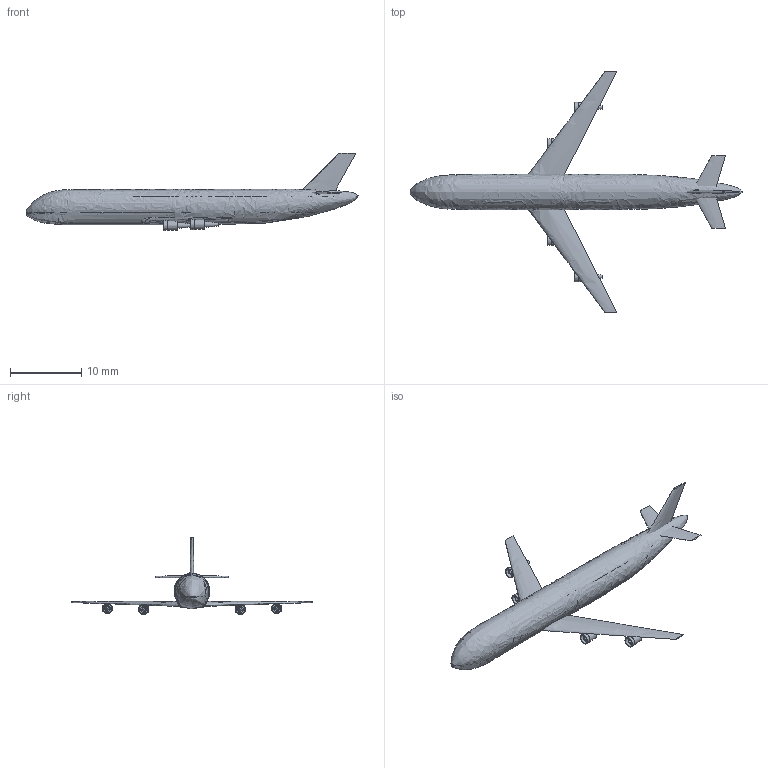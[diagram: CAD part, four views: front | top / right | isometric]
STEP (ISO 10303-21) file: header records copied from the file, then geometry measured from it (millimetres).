
FILE_DESCRIPTION(('Open CASCADE Model'),'2;1');
FILE_NAME('Open CASCADE Shape Model','2021-05-31T00:31:06',('Author'),( 'Open CASCADE'),'ParaPy 1.7.0 - Open CASCADE STEP processor 7.3', 'ParaPy 1.7.0 - Open CASCADE 7.3','Unknown');
FILE_SCHEMA(('AUTOMOTIVE_DESIGN { 1 0 10303 214 1 1 1 1 }'));
Length unit declared in the file: millimetre
Products named in the file (36): spinner; fan; core; nozzle; bypass; fuselage_subtracted; floor_cut; ceiling_cut; right_wing_surface; cg_front; cg_rear; fuselage_lofted_solid_outer; tank
Bounding box: 46.48 x 33.85 x 10.82 mm (x, y, z)
Volume: 952.3 mm3; surface area: 3240 mm2
Topology: 27 solids, 33 shells, 105 faces, 161 edges, 98 vertices
Faces by surface type: plane 51, cone 24, cylinder 11, bspline 10, sphere 9
Full cylindrical faces by diameter (mm): 0.828 x4, 1.164 x3, 1.251 x4
Entity records: 18752 total; most frequent: CARTESIAN_POINT 14879, DIRECTION 616, ORIENTED_EDGE 268, PCURVE 268, DEFINITIONAL_REPRESENTATION 268, LINE 234, VECTOR 234, AXIS2_PLACEMENT_3D 167
